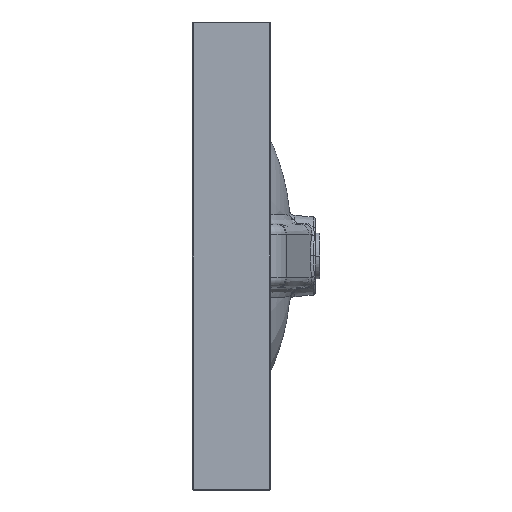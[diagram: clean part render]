
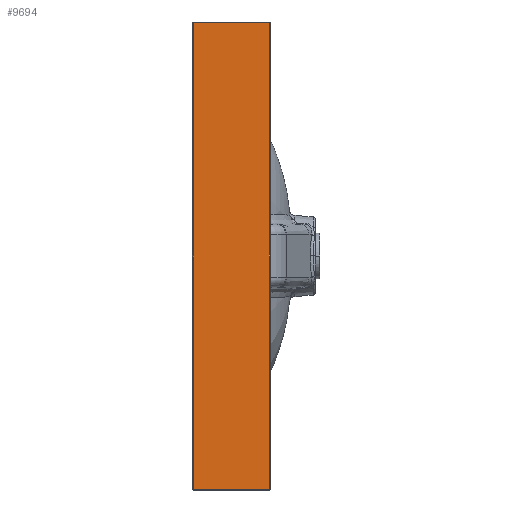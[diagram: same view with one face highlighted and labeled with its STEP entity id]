
A CAD part, left-side view. The second image highlights one B-rep face of the part: STEP entity #9694.
In plain terms, the highlighted planar face has unit normal (-1, 0, 0).
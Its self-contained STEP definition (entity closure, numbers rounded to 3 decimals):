
#2477=DIRECTION('',(0.,0.,1.));
#2478=VECTOR('',#2477,478.);
#2479=CARTESIAN_POINT('',(-300.,-1.,-239.));
#2480=LINE('',#2479,#2478);
#2481=DIRECTION('',(0.,1.,0.));
#2482=VECTOR('',#2481,78.);
#2483=CARTESIAN_POINT('',(-300.,-79.,239.));
#2484=LINE('',#2483,#2482);
#2485=DIRECTION('',(0.,0.,-1.));
#2486=VECTOR('',#2485,478.);
#2487=CARTESIAN_POINT('',(-300.,-79.,239.));
#2488=LINE('',#2487,#2486);
#2489=DIRECTION('',(0.,-1.,0.));
#2490=VECTOR('',#2489,78.);
#2491=CARTESIAN_POINT('',(-300.,-1.,-239.));
#2492=LINE('',#2491,#2490);
#3463=CARTESIAN_POINT('',(-300.,-1.,-239.));
#3464=VERTEX_POINT('',#3463);
#3467=CARTESIAN_POINT('',(-300.,-1.,239.));
#3468=VERTEX_POINT('',#3467);
#3472=CARTESIAN_POINT('',(-300.,-79.,239.));
#3474=VERTEX_POINT('',#3472);
#3479=CARTESIAN_POINT('',(-300.,-79.,-239.));
#3480=VERTEX_POINT('',#3479);
#9683=CARTESIAN_POINT('',(-300.,-9.,0.));
#9684=DIRECTION('',(-1.,0.,0.));
#9685=DIRECTION('',(0.,0.,1.));
#9686=AXIS2_PLACEMENT_3D('',#9683,#9684,#9685);
#9687=PLANE('',#9686);
#9688=ORIENTED_EDGE('',*,*,#9677,.T.);
#9689=ORIENTED_EDGE('',*,*,#9653,.F.);
#9690=ORIENTED_EDGE('',*,*,#9383,.T.);
#9691=ORIENTED_EDGE('',*,*,#9410,.F.);
#9692=EDGE_LOOP('',(#9688,#9689,#9690,#9691));
#9693=FACE_OUTER_BOUND('',#9692,.F.);
#9694=ADVANCED_FACE('',(#9693),#9687,.T.);
#9383=EDGE_CURVE('',#3474,#3480,#2488,.T.);
#9410=EDGE_CURVE('',#3464,#3480,#2492,.T.);
#9653=EDGE_CURVE('',#3474,#3468,#2484,.T.);
#9677=EDGE_CURVE('',#3464,#3468,#2480,.T.);
